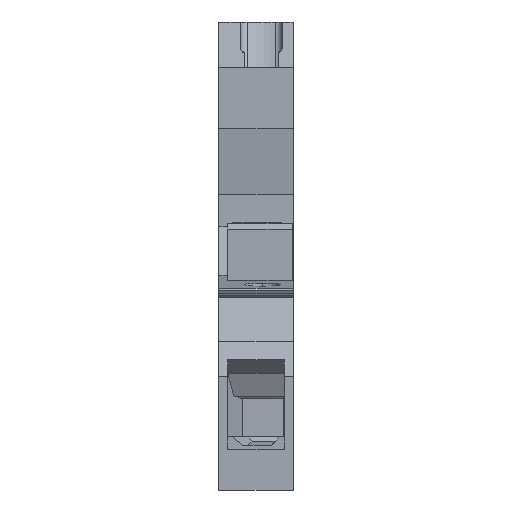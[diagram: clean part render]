
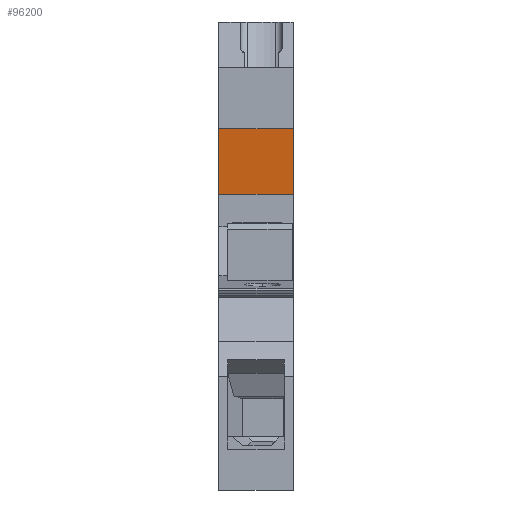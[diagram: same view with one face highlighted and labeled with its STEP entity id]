
A CAD part, front view. The second image highlights one B-rep face of the part: STEP entity #96200.
In plain terms, the highlighted face is planar.
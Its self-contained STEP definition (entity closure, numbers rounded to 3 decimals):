
#36070=CARTESIAN_POINT('',(-27.136,30.216,
-8.15));
#36080=VERTEX_POINT('',#36070);
#36110=CARTESIAN_POINT('',(-19.039,0.,-8.15));
#36120=DIRECTION('',(0.259,-0.966,
0.));
#36130=VECTOR('',#36120,1.);
#36140=LINE('',#36110,#36130);
#36150=CARTESIAN_POINT('',(-25.276,23.275,
-8.15));
#36160=VERTEX_POINT('',#36150);
#36170=EDGE_CURVE('',#36080,#36160,#36140,.T.);
#75530=CARTESIAN_POINT('',(-25.276,23.275,
0.));
#75540=VERTEX_POINT('',#75530);
#75590=CARTESIAN_POINT('',(-19.039,0.,0.));
#75600=DIRECTION('',(0.259,-0.966,
0.));
#75610=VECTOR('',#75600,1.);
#75620=LINE('',#75590,#75610);
#75630=CARTESIAN_POINT('',(-27.136,30.216,
0.));
#75640=VERTEX_POINT('',#75630);
#75650=EDGE_CURVE('',#75640,#75540,#75620,.T.);
#94080=CARTESIAN_POINT('',(-27.136,30.216,
0.));
#94090=DIRECTION('',(0.,0.,1.));
#94100=VECTOR('',#94090,1.);
#94110=LINE('',#94080,#94100);
#94120=EDGE_CURVE('',#36080,#75640,#94110,.T.);
#96040=CARTESIAN_POINT('',(-25.276,23.275,
0.));
#96050=DIRECTION('',(0.966,0.259,
0.));
#96060=DIRECTION('',(0.259,-0.966,
0.));
#96070=AXIS2_PLACEMENT_3D('',#96040,#96050,#96060);
#96080=PLANE('',#96070);
#96090=ORIENTED_EDGE('',*,*,#75650,.F.);
#96100=CARTESIAN_POINT('',(-25.276,23.275,
0.35));
#96110=DIRECTION('',(0.,0.,-1.));
#96120=VECTOR('',#96110,1.);
#96130=LINE('',#96100,#96120);
#96140=EDGE_CURVE('',#75540,#36160,#96130,.T.);
#96150=ORIENTED_EDGE('',*,*,#96140,.F.);
#96160=ORIENTED_EDGE('',*,*,#36170,.T.);
#96170=ORIENTED_EDGE('',*,*,#94120,.F.);
#96180=EDGE_LOOP('',(#96170,#96160,#96150,#96090));
#96190=FACE_OUTER_BOUND('',#96180,.T.);
#96200=ADVANCED_FACE('',(#96190),#96080,.F.);
